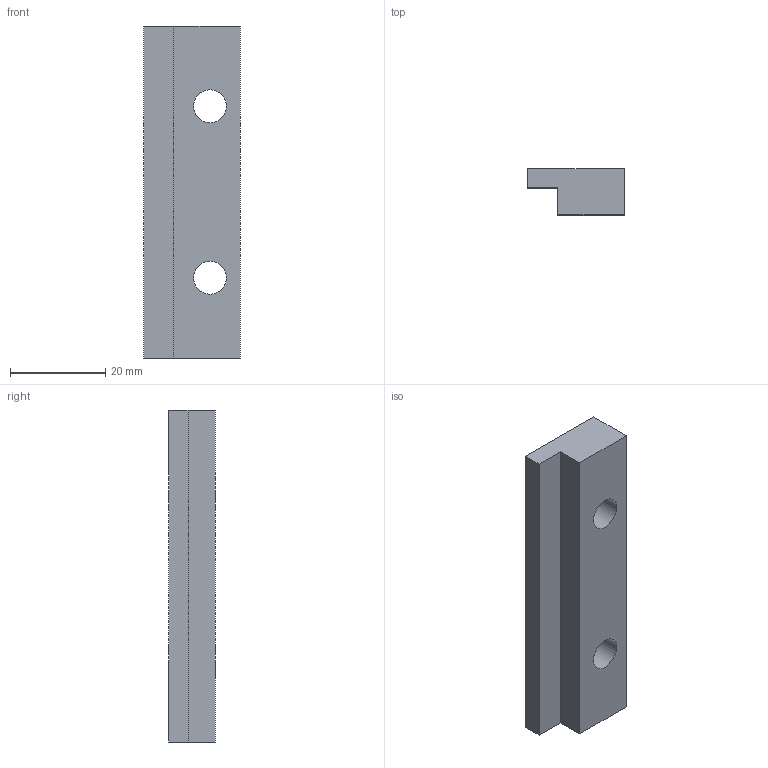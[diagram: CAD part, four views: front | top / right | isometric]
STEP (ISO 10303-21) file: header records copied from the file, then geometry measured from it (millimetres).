
FILE_DESCRIPTION(/* description */ ('Alibre Inc.'),/* implementation_level */ '2;1');
FILE_NAME(/* name */ 'export0',/* time_stamp */ '2013-03-26T16:43:28-04:00',/* author */ (''),/* organization */ (''),/* preprocessor_version */ 'ST-DEVELOPER v14',/* originating_system */ 'Alibre',/* authorisation */ '');
FILE_SCHEMA (('AUTOMOTIVE_DESIGN'));
Length unit declared in the file: centimetre
Bounding box: 20.27 x 9.74 x 69.85 mm (x, y, z)
Volume: 10541.8 mm3; surface area: 4788.7 mm2
Topology: 1 solids, 1 shells, 10 faces, 24 edges, 16 vertices
Faces by surface type: plane 8, cylinder 2
Full cylindrical faces by diameter (mm): 6.909 x2
Entity records: 297 total; most frequent: CARTESIAN_POINT 48, ORIENTED_EDGE 44, DIRECTION 38, EDGE_CURVE 22, VECTOR 18, LINE 18, VERTEX_POINT 16, EDGE_LOOP 16
